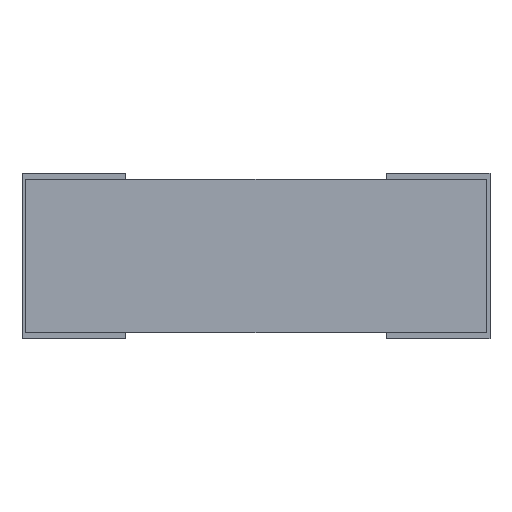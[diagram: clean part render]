
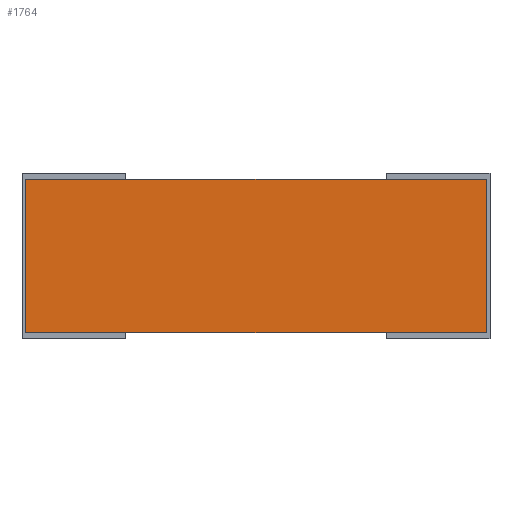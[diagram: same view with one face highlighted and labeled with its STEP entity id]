
A CAD part, front view. The second image highlights one B-rep face of the part: STEP entity #1764.
In plain terms, the highlighted planar face has unit normal (0, -1, 0).
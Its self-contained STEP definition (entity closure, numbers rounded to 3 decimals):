
#7 = CARTESIAN_POINT ( 'NONE',  ( 3., -1.245, 2.08 ) ) ;
#15 = VERTEX_POINT ( 'NONE', #772 ) ;
#38 = VERTEX_POINT ( 'NONE', #7 ) ;
#66 = VERTEX_POINT ( 'NONE', #99 ) ;
#71 = VERTEX_POINT ( 'NONE', #97 ) ;
#97 = CARTESIAN_POINT ( 'NONE',  ( -3., -1.245, 2.08 ) ) ;
#99 = CARTESIAN_POINT ( 'NONE',  ( -3., -1.245, 0.08 ) ) ;
#663 = ORIENTED_EDGE ( 'NONE', *, *, #1076, .F. ) ;
#675 = ORIENTED_EDGE ( 'NONE', *, *, #1721, .F. ) ;
#772 = CARTESIAN_POINT ( 'NONE',  ( 3., -1.245, 0.08 ) ) ;
#814 = EDGE_LOOP ( 'NONE', ( #1159, #1207, #675, #663 ) ) ;
#948 = VECTOR ( 'NONE', #1826, 1000. ) ;
#949 = VECTOR ( 'NONE', #2371, 1000. ) ;
#953 = VECTOR ( 'NONE', #2358, 1000. ) ;
#988 = VECTOR ( 'NONE', #2322, 1000. ) ;
#1076 = EDGE_CURVE ( 'NONE', #71, #38, #2287, .T. ) ;
#1088 = EDGE_CURVE ( 'NONE', #15, #66, #2356, .T. ) ;
#1092 = EDGE_CURVE ( 'NONE', #66, #71, #2368, .T. ) ;
#1159 = ORIENTED_EDGE ( 'NONE', *, *, #1092, .F. ) ;
#1207 = ORIENTED_EDGE ( 'NONE', *, *, #1088, .F. ) ;
#1721 = EDGE_CURVE ( 'NONE', #38, #15, #1823, .T. ) ;
#1764 = ADVANCED_FACE ( 'NONE', ( #1973 ), #1974, .F. ) ;
#1823 = LINE ( 'NONE', #1825, #948 ) ;
#1825 = CARTESIAN_POINT ( 'NONE',  ( 3., -1.245, 2.16 ) ) ;
#1826 = DIRECTION ( 'NONE',  ( 0., 0., -1. ) ) ;
#1969 = CARTESIAN_POINT ( 'NONE',  ( -3.05, -1.245, 2.16 ) ) ;
#1973 = FACE_OUTER_BOUND ( 'NONE', #814, .T. ) ;
#1974 = PLANE ( 'NONE',  #2519 ) ;
#1976 = DIRECTION ( 'NONE',  ( 0., 1., 0. ) ) ;
#1977 = DIRECTION ( 'NONE',  ( 0., 0., 1. ) ) ;
#2287 = LINE ( 'NONE', #2321, #988 ) ;
#2321 = CARTESIAN_POINT ( 'NONE',  ( -1.7, -1.245, 2.08 ) ) ;
#2322 = DIRECTION ( 'NONE',  ( 1., 0., 0. ) ) ;
#2356 = LINE ( 'NONE', #2357, #953 ) ;
#2357 = CARTESIAN_POINT ( 'NONE',  ( 1.7, -1.245, 0.08 ) ) ;
#2358 = DIRECTION ( 'NONE',  ( -1., 0., 0. ) ) ;
#2368 = LINE ( 'NONE', #2370, #949 ) ;
#2370 = CARTESIAN_POINT ( 'NONE',  ( -3., -1.245, 2.16 ) ) ;
#2371 = DIRECTION ( 'NONE',  ( 0., 0., 1. ) ) ;
#2519 = AXIS2_PLACEMENT_3D ( 'NONE', #1969, #1976, #1977 ) ;
